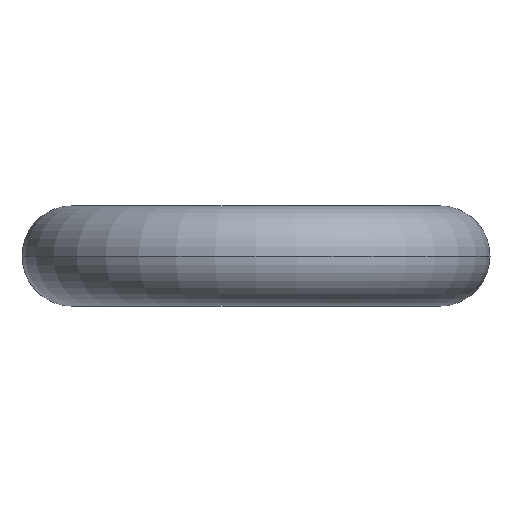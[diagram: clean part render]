
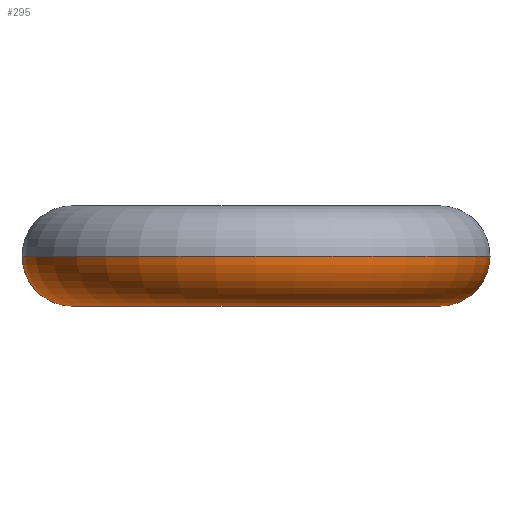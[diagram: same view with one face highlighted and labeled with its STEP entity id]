
A CAD part, front view. The second image highlights one B-rep face of the part: STEP entity #295.
In plain terms, the highlighted toroidal (fillet/blend) face has major radius 2.2 mm and minor radius 0.6 mm.
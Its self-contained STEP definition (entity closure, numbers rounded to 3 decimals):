
#1 = ORIENTED_EDGE ( 'NONE', *, *, #250, .T. ) ;
#24 = CARTESIAN_POINT ( 'NONE',  ( -2.8, 0., 0. ) ) ;
#27 = CARTESIAN_POINT ( 'NONE',  ( 1.6, 0., 0. ) ) ;
#29 = CARTESIAN_POINT ( 'NONE',  ( -1.6, 0., 0. ) ) ;
#34 = CARTESIAN_POINT ( 'NONE',  ( 2.8, 0., 0. ) ) ;
#140 = EDGE_LOOP ( 'NONE', ( #207, #204, #1, #203 ) ) ;
#174 = VERTEX_POINT ( 'NONE', #27 ) ;
#179 = VERTEX_POINT ( 'NONE', #34 ) ;
#182 = VERTEX_POINT ( 'NONE', #24 ) ;
#183 = VERTEX_POINT ( 'NONE', #29 ) ;
#203 = ORIENTED_EDGE ( 'NONE', *, *, #243, .F. ) ;
#204 = ORIENTED_EDGE ( 'NONE', *, *, #245, .T. ) ;
#207 = ORIENTED_EDGE ( 'NONE', *, *, #244, .F. ) ;
#243 = EDGE_CURVE ( 'NONE', #174, #183, #340, .T. ) ;
#244 = EDGE_CURVE ( 'NONE', #179, #174, #317, .T. ) ;
#245 = EDGE_CURVE ( 'NONE', #179, #182, #335, .T. ) ;
#250 = EDGE_CURVE ( 'NONE', #182, #183, #342, .T. ) ;
#295 = ADVANCED_FACE ( 'NONE', ( #488 ), #386, .T. ) ;
#317 = CIRCLE ( 'NONE', #343, 0.6 ) ;
#335 = CIRCLE ( 'NONE', #345, 2.8 ) ;
#340 = CIRCLE ( 'NONE', #341, 1.6 ) ;
#341 = AXIS2_PLACEMENT_3D ( 'NONE', #770, #771, #772 ) ;
#342 = CIRCLE ( 'NONE', #350, 0.6 ) ;
#343 = AXIS2_PLACEMENT_3D ( 'NONE', #773, #774, #775 ) ;
#345 = AXIS2_PLACEMENT_3D ( 'NONE', #776, #777, #778 ) ;
#350 = AXIS2_PLACEMENT_3D ( 'NONE', #797, #798, #799 ) ;
#385 = AXIS2_PLACEMENT_3D ( 'NONE', #1067, #1068, #1069 ) ;
#386 = TOROIDAL_SURFACE ( 'NONE', #385, 2.2, 0.6 ) ;
#488 = FACE_OUTER_BOUND ( 'NONE', #140, .T. ) ;
#770 = CARTESIAN_POINT ( 'NONE',  ( 0., 0., 0. ) ) ;
#771 = DIRECTION ( 'NONE',  ( 0., 0., -1. ) ) ;
#772 = DIRECTION ( 'NONE',  ( -1., 0., 0. ) ) ;
#773 = CARTESIAN_POINT ( 'NONE',  ( 2.2, 0., 0. ) ) ;
#774 = DIRECTION ( 'NONE',  ( 0., 1., 0. ) ) ;
#775 = DIRECTION ( 'NONE',  ( -1., 0., 0. ) ) ;
#776 = CARTESIAN_POINT ( 'NONE',  ( 0., 0., 0. ) ) ;
#777 = DIRECTION ( 'NONE',  ( 0., 0., -1. ) ) ;
#778 = DIRECTION ( 'NONE',  ( -1., 0., 0. ) ) ;
#797 = CARTESIAN_POINT ( 'NONE',  ( -2.2, 0., 0. ) ) ;
#798 = DIRECTION ( 'NONE',  ( 0., -1., 0. ) ) ;
#799 = DIRECTION ( 'NONE',  ( 0., 0., -1. ) ) ;
#1067 = CARTESIAN_POINT ( 'NONE',  ( 0., 0., 0. ) ) ;
#1068 = DIRECTION ( 'NONE',  ( 0., 0., -1. ) ) ;
#1069 = DIRECTION ( 'NONE',  ( -1., 0., 0. ) ) ;
